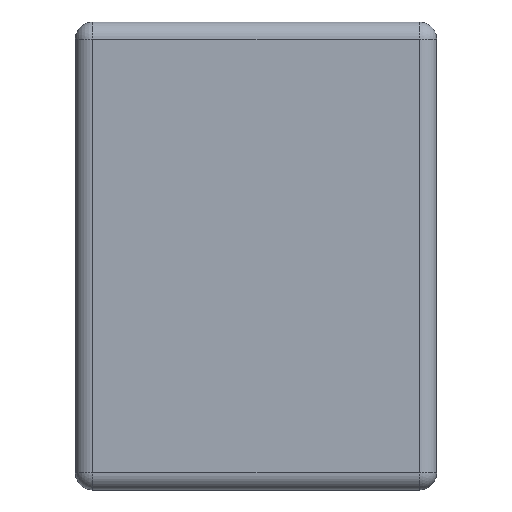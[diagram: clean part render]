
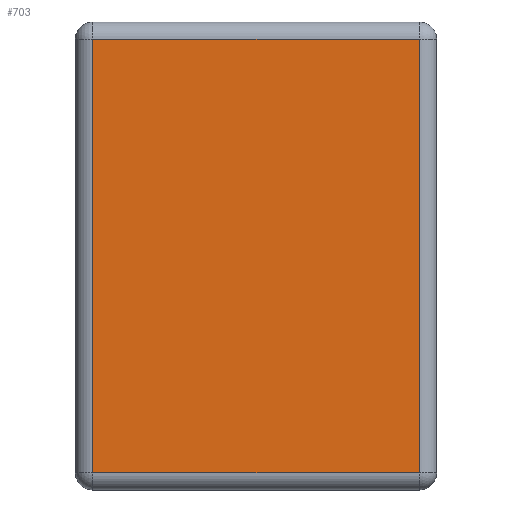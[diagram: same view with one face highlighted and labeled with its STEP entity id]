
A CAD part, left-side view. The second image highlights one B-rep face of the part: STEP entity #703.
In plain terms, the highlighted planar face has unit normal (-1, 0, 0).
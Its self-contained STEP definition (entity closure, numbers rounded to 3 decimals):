
#703=ADVANCED_FACE('NONE',(#1441),#1442,.F.);
#1441=FACE_OUTER_BOUND('',#1893,.T.);
#1442=PLANE('',#1894);
#1893=EDGE_LOOP('',(#2844,#2845,#2846,#2847));
#1894=AXIS2_PLACEMENT_3D('',#2848,#2849,#2850);
#2844=ORIENTED_EDGE('',*,*,#3780,.T.);
#2845=ORIENTED_EDGE('',*,*,#3781,.T.);
#2846=ORIENTED_EDGE('',*,*,#3782,.T.);
#2847=ORIENTED_EDGE('',*,*,#3783,.T.);
#2848=CARTESIAN_POINT('',(-99.208,10.644,41.561));
#2849=DIRECTION('',(1.0,0.,0.));
#2850=DIRECTION('',(0.,0.,-1.0));
#3780=EDGE_CURVE('NONE',#4283,#4284,#4285,.T.);
#3781=EDGE_CURVE('NONE',#4284,#4286,#4287,.T.);
#3782=EDGE_CURVE('NONE',#4286,#4288,#4289,.T.);
#3783=EDGE_CURVE('NONE',#4288,#4283,#4290,.T.);
#4283=VERTEX_POINT('NONE',#4771);
#4284=VERTEX_POINT('NONE',#4772);
#4285=LINE('',#4773,#4774);
#4286=VERTEX_POINT('NONE',#4775);
#4287=LINE('',#4776,#4777);
#4288=VERTEX_POINT('NONE',#4778);
#4289=LINE('',#4779,#4780);
#4290=LINE('',#4781,#4782);
#4771=CARTESIAN_POINT('',(-99.208,10.744,41.661));
#4772=CARTESIAN_POINT('',(-99.208,10.744,44.181));
#4773=CARTESIAN_POINT('',(-99.208,10.744,41.561));
#4774=VECTOR('',#5257,1000.0);
#4775=CARTESIAN_POINT('',(-99.208,12.644,44.181));
#4776=CARTESIAN_POINT('',(-99.208,10.644,44.181));
#4777=VECTOR('',#5258,1000.0);
#4778=CARTESIAN_POINT('',(-99.208,12.644,41.661));
#4779=CARTESIAN_POINT('',(-99.208,12.644,41.561));
#4780=VECTOR('',#5259,1000.0);
#4781=CARTESIAN_POINT('',(-99.208,10.644,41.661));
#4782=VECTOR('',#5260,1000.0);
#5257=DIRECTION('',(0.,0.,1.0));
#5258=DIRECTION('',(0.,1.0,0.));
#5259=DIRECTION('',(0.,0.,-1.0));
#5260=DIRECTION('',(0.,-1.0,0.));
